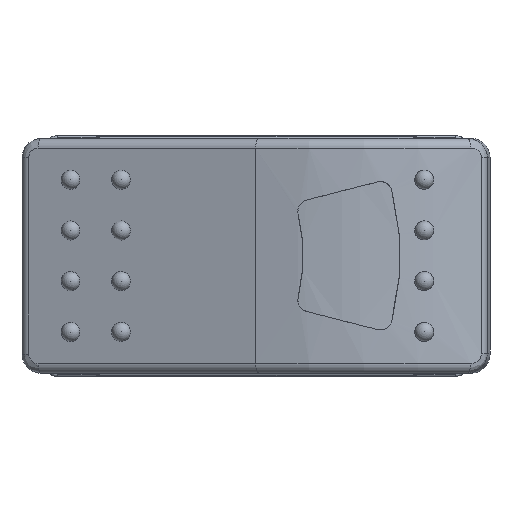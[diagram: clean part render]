
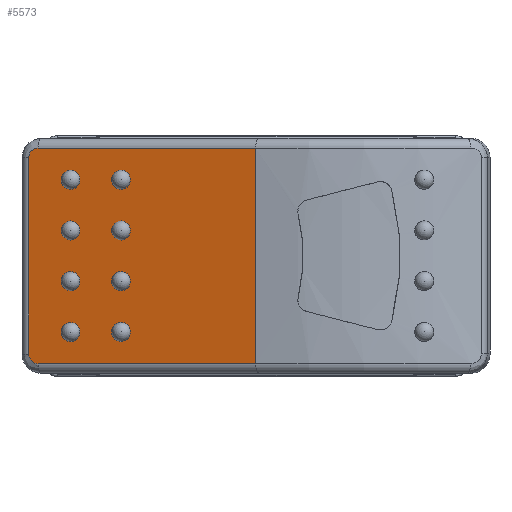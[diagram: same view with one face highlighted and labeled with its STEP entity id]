
A CAD part, top view. The second image highlights one B-rep face of the part: STEP entity #5573.
In plain terms, the highlighted planar face has unit normal (-0.294, 0, 0.956).
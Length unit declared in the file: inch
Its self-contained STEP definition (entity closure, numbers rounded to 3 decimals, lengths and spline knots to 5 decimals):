
#2612=CARTESIAN_POINT('',(-0.00323,-0.44291,1.64542));
#2613=VERTEX_POINT('',#2612);
#2637=CARTESIAN_POINT('',(-0.89807,-0.44291,1.36962));
#2638=VERTEX_POINT('',#2637);
#2648=CARTESIAN_POINT('',(-0.00323,-0.44291,1.64542));
#2649=DIRECTION('',(-0.956,0.0,-0.295));
#2650=VECTOR('',#2649,0.93637);
#2651=LINE('',#2648,#2650);
#2652=EDGE_CURVE('',#2613,#2638,#2651,.T.);
#2738=CARTESIAN_POINT('',(-0.93607,-0.40354,1.35791));
#2739=VERTEX_POINT('',#2738);
#2740=CARTESIAN_POINT('',(-0.89807,-0.40354,1.36962));
#2741=DIRECTION('',(0.295,0.,-0.956));
#2742=DIRECTION('',(-0.956,0.,-0.295));
#2743=AXIS2_PLACEMENT_3D('',#2740,#2741,#2742);
#2744=ELLIPSE('',#2743,0.03977,0.03937);
#2745=EDGE_CURVE('',#2638,#2739,#2744,.T.);
#2764=CARTESIAN_POINT('',(-0.93607,0.40354,1.35791));
#2765=VERTEX_POINT('',#2764);
#2766=CARTESIAN_POINT('',(-0.93607,-0.40354,1.35791));
#2767=DIRECTION('',(0.0,1.0,0.0));
#2768=VECTOR('',#2767,0.80709);
#2769=LINE('',#2766,#2768);
#2770=EDGE_CURVE('',#2739,#2765,#2769,.T.);
#2809=CARTESIAN_POINT('',(-0.89807,0.44291,1.36962));
#2810=VERTEX_POINT('',#2809);
#2820=CARTESIAN_POINT('',(-0.89807,0.40354,1.36962));
#2821=DIRECTION('',(0.295,0.,-0.956));
#2822=DIRECTION('',(-0.956,0.,-0.295));
#2823=AXIS2_PLACEMENT_3D('',#2820,#2821,#2822);
#2824=ELLIPSE('',#2823,0.03977,0.03937);
#2825=EDGE_CURVE('',#2765,#2810,#2824,.T.);
#2836=CARTESIAN_POINT('',(-0.00323,0.44291,1.64542));
#2837=VERTEX_POINT('',#2836);
#2838=CARTESIAN_POINT('',(-0.89807,0.44291,1.36962));
#2839=DIRECTION('',(0.956,0.0,0.295));
#2840=VECTOR('',#2839,0.93637);
#2841=LINE('',#2838,#2840);
#2842=EDGE_CURVE('',#2810,#2837,#2841,.T.);
#5126=CARTESIAN_POINT('',(-0.00323,0.44291,1.64542));
#5127=DIRECTION('',(0.0,-1.0,0.0));
#5128=VECTOR('',#5127,0.88583);
#5129=LINE('',#5126,#5128);
#5130=EDGE_CURVE('',#2837,#2613,#5129,.T.);
#5472=CARTESIAN_POINT('',(-0.98272,0.4872,1.34353));
#5473=DIRECTION('',(-0.295,0.0,0.956));
#5474=DIRECTION('',(0.956,0.0,0.295));
#5475=AXIS2_PLACEMENT_3D('',#5472,#5473,#5474);
#5476=PLANE('',#5475);
#5477=ORIENTED_EDGE('',*,*,#2745,.F.);
#5478=ORIENTED_EDGE('',*,*,#2652,.F.);
#5479=ORIENTED_EDGE('',*,*,#5130,.F.);
#5480=ORIENTED_EDGE('',*,*,#2842,.F.);
#5481=ORIENTED_EDGE('',*,*,#2825,.F.);
#5482=ORIENTED_EDGE('',*,*,#2770,.F.);
#5483=EDGE_LOOP('',(#5477,#5478,#5479,#5480,#5481,#5482));
#5484=FACE_OUTER_BOUND('',#5483,.T.);
#5485=CARTESIAN_POINT('',(-0.51863,-0.31299,1.48657));
#5486=VERTEX_POINT('',#5485);
#5487=CARTESIAN_POINT('',(-0.55625,-0.31299,1.47497));
#5488=DIRECTION('',(0.295,0.0,-0.956));
#5489=DIRECTION('',(-0.956,0.0,-0.295));
#5490=AXIS2_PLACEMENT_3D('',#5487,#5488,#5489);
#5491=CIRCLE('',#5490,0.03937);
#5492=EDGE_CURVE('',#5486,#5486,#5491,.T.);
#5493=ORIENTED_EDGE('',*,*,#5492,.T.);
#5494=EDGE_LOOP('',(#5493));
#5495=FACE_BOUND('',#5494,.T.);
#5496=CARTESIAN_POINT('',(-0.51863,0.10433,1.48657));
#5497=VERTEX_POINT('',#5496);
#5498=CARTESIAN_POINT('',(-0.55625,0.10433,1.47497));
#5499=DIRECTION('',(0.295,0.0,-0.956));
#5500=DIRECTION('',(-0.956,0.0,-0.295));
#5501=AXIS2_PLACEMENT_3D('',#5498,#5499,#5500);
#5502=CIRCLE('',#5501,0.03937);
#5503=EDGE_CURVE('',#5497,#5497,#5502,.T.);
#5504=ORIENTED_EDGE('',*,*,#5503,.T.);
#5505=EDGE_LOOP('',(#5504));
#5506=FACE_BOUND('',#5505,.T.);
#5507=CARTESIAN_POINT('',(-0.51863,0.31299,1.48657));
#5508=VERTEX_POINT('',#5507);
#5509=CARTESIAN_POINT('',(-0.55625,0.31299,1.47497));
#5510=DIRECTION('',(0.295,0.0,-0.956));
#5511=DIRECTION('',(-0.956,0.0,-0.295));
#5512=AXIS2_PLACEMENT_3D('',#5509,#5510,#5511);
#5513=CIRCLE('',#5512,0.03937);
#5514=EDGE_CURVE('',#5508,#5508,#5513,.T.);
#5515=ORIENTED_EDGE('',*,*,#5514,.T.);
#5516=EDGE_LOOP('',(#5515));
#5517=FACE_BOUND('',#5516,.T.);
#5518=CARTESIAN_POINT('',(-0.72556,0.31299,1.42279));
#5519=VERTEX_POINT('',#5518);
#5520=CARTESIAN_POINT('',(-0.76318,0.31299,1.41119));
#5521=DIRECTION('',(0.295,0.0,-0.956));
#5522=DIRECTION('',(-0.956,0.0,-0.295));
#5523=AXIS2_PLACEMENT_3D('',#5520,#5521,#5522);
#5524=CIRCLE('',#5523,0.03937);
#5525=EDGE_CURVE('',#5519,#5519,#5524,.T.);
#5526=ORIENTED_EDGE('',*,*,#5525,.T.);
#5527=EDGE_LOOP('',(#5526));
#5528=FACE_BOUND('',#5527,.T.);
#5529=CARTESIAN_POINT('',(-0.72556,0.10433,1.42279));
#5530=VERTEX_POINT('',#5529);
#5531=CARTESIAN_POINT('',(-0.76318,0.10433,1.41119));
#5532=DIRECTION('',(0.295,0.0,-0.956));
#5533=DIRECTION('',(-0.956,0.0,-0.295));
#5534=AXIS2_PLACEMENT_3D('',#5531,#5532,#5533);
#5535=CIRCLE('',#5534,0.03937);
#5536=EDGE_CURVE('',#5530,#5530,#5535,.T.);
#5537=ORIENTED_EDGE('',*,*,#5536,.T.);
#5538=EDGE_LOOP('',(#5537));
#5539=FACE_BOUND('',#5538,.T.);
#5540=CARTESIAN_POINT('',(-0.72556,-0.10433,1.42279));
#5541=VERTEX_POINT('',#5540);
#5542=CARTESIAN_POINT('',(-0.76318,-0.10433,1.41119));
#5543=DIRECTION('',(0.295,0.0,-0.956));
#5544=DIRECTION('',(-0.956,0.0,-0.295));
#5545=AXIS2_PLACEMENT_3D('',#5542,#5543,#5544);
#5546=CIRCLE('',#5545,0.03937);
#5547=EDGE_CURVE('',#5541,#5541,#5546,.T.);
#5548=ORIENTED_EDGE('',*,*,#5547,.T.);
#5549=EDGE_LOOP('',(#5548));
#5550=FACE_BOUND('',#5549,.T.);
#5551=CARTESIAN_POINT('',(-0.51863,-0.10433,1.48657));
#5552=VERTEX_POINT('',#5551);
#5553=CARTESIAN_POINT('',(-0.55625,-0.10433,1.47497));
#5554=DIRECTION('',(0.295,0.0,-0.956));
#5555=DIRECTION('',(-0.956,0.0,-0.295));
#5556=AXIS2_PLACEMENT_3D('',#5553,#5554,#5555);
#5557=CIRCLE('',#5556,0.03937);
#5558=EDGE_CURVE('',#5552,#5552,#5557,.T.);
#5559=ORIENTED_EDGE('',*,*,#5558,.T.);
#5560=EDGE_LOOP('',(#5559));
#5561=FACE_BOUND('',#5560,.T.);
#5562=CARTESIAN_POINT('',(-0.72556,-0.31299,1.42279));
#5563=VERTEX_POINT('',#5562);
#5564=CARTESIAN_POINT('',(-0.76318,-0.31299,1.41119));
#5565=DIRECTION('',(0.295,0.0,-0.956));
#5566=DIRECTION('',(-0.956,0.0,-0.295));
#5567=AXIS2_PLACEMENT_3D('',#5564,#5565,#5566);
#5568=CIRCLE('',#5567,0.03937);
#5569=EDGE_CURVE('',#5563,#5563,#5568,.T.);
#5570=ORIENTED_EDGE('',*,*,#5569,.T.);
#5571=EDGE_LOOP('',(#5570));
#5572=FACE_BOUND('',#5571,.T.);
#5573=ADVANCED_FACE('',(#5484,#5495,#5506,#5517,#5528,#5539,#5550,#5561,#5572),#5476,.T.);
